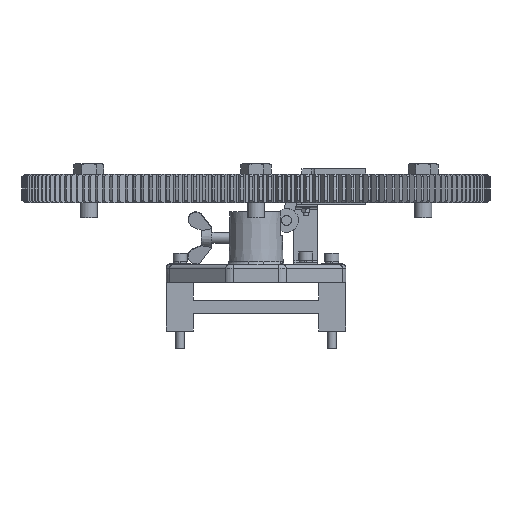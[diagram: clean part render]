
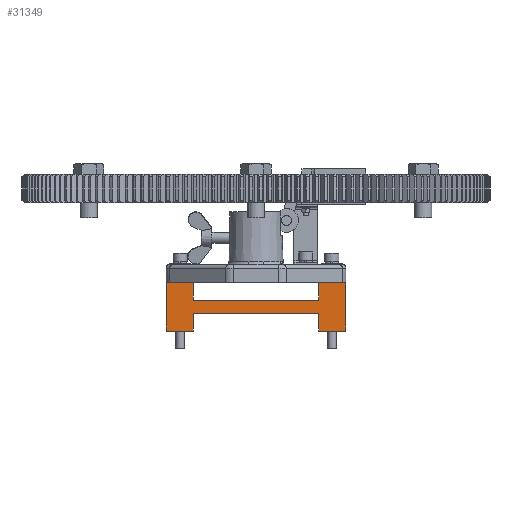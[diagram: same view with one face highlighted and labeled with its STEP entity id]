
A CAD part, front view. The second image highlights one B-rep face of the part: STEP entity #31349.
In plain terms, the highlighted planar face has unit normal (0, -1, 0).
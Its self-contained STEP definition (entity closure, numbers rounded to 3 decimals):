
#71 = CARTESIAN_POINT ( 'NONE',  ( 81.948, 260., -73.5 ) ) ;
#153 = DIRECTION ( 'NONE',  ( 0., 0., -1. ) ) ;
#172 = LINE ( 'NONE', #22362, #4239 ) ;
#405 = CARTESIAN_POINT ( 'NONE',  ( 83., 260., -118.5 ) ) ;
#843 = CARTESIAN_POINT ( 'NONE',  ( 58., 260., -102. ) ) ;
#1005 = VERTEX_POINT ( 'NONE', #29424 ) ;
#1041 = DIRECTION ( 'NONE',  ( 1., 0., 0. ) ) ;
#1393 = EDGE_CURVE ( 'NONE', #31098, #1005, #36358, .T. ) ;
#2246 = FACE_OUTER_BOUND ( 'NONE', #28519, .T. ) ;
#2741 = CARTESIAN_POINT ( 'NONE',  ( -83., 260., -73.5 ) ) ;
#2946 = CARTESIAN_POINT ( 'NONE',  ( 58., 260., -102. ) ) ;
#4239 = VECTOR ( 'NONE', #22867, 1000. ) ;
#4509 = LINE ( 'NONE', #39352, #5869 ) ;
#4784 = DIRECTION ( 'NONE',  ( 1., 0., 0. ) ) ;
#5363 = DIRECTION ( 'NONE',  ( 0., 0., -1. ) ) ;
#5869 = VECTOR ( 'NONE', #19696, 1000. ) ;
#6089 = LINE ( 'NONE', #13553, #41458 ) ;
#6228 = EDGE_CURVE ( 'NONE', #9393, #8398, #32415, .T. ) ;
#6823 = LINE ( 'NONE', #14056, #11491 ) ;
#6891 = CARTESIAN_POINT ( 'NONE',  ( 83., 260., -71. ) ) ;
#7513 = LINE ( 'NONE', #7760, #8607 ) ;
#7624 = ORIENTED_EDGE ( 'NONE', *, *, #20036, .T. ) ;
#7760 = CARTESIAN_POINT ( 'NONE',  ( 58., 260., -71. ) ) ;
#7892 = VERTEX_POINT ( 'NONE', #28627 ) ;
#8398 = VERTEX_POINT ( 'NONE', #28814 ) ;
#8603 = ORIENTED_EDGE ( 'NONE', *, *, #24217, .T. ) ;
#8607 = VECTOR ( 'NONE', #18740, 1000. ) ;
#9266 = EDGE_CURVE ( 'NONE', #30850, #31707, #22662, .T. ) ;
#9393 = VERTEX_POINT ( 'NONE', #47048 ) ;
#9407 = VECTOR ( 'NONE', #5363, 1000. ) ;
#9587 = LINE ( 'NONE', #21291, #9407 ) ;
#9688 = DIRECTION ( 'NONE',  ( 0., 0., -1. ) ) ;
#9700 = CARTESIAN_POINT ( 'NONE',  ( -58., 260., -71. ) ) ;
#10344 = VECTOR ( 'NONE', #33568, 1000. ) ;
#11491 = VECTOR ( 'NONE', #21793, 1000. ) ;
#11775 = ORIENTED_EDGE ( 'NONE', *, *, #26537, .F. ) ;
#12800 = CARTESIAN_POINT ( 'NONE',  ( 58., 260., -73.5 ) ) ;
#13118 = CARTESIAN_POINT ( 'NONE',  ( -83., 260., -118.5 ) ) ;
#13553 = CARTESIAN_POINT ( 'NONE',  ( 58., 260., -71. ) ) ;
#14056 = CARTESIAN_POINT ( 'NONE',  ( -83., 260., -118.5 ) ) ;
#14189 = CARTESIAN_POINT ( 'NONE',  ( 58., 260., -90. ) ) ;
#14429 = PLANE ( 'NONE',  #41843 ) ;
#14633 = ORIENTED_EDGE ( 'NONE', *, *, #15144, .T. ) ;
#15144 = EDGE_CURVE ( 'NONE', #26963, #1005, #43425, .T. ) ;
#16573 = ORIENTED_EDGE ( 'NONE', *, *, #36146, .T. ) ;
#16774 = DIRECTION ( 'NONE',  ( -1., 0., 0. ) ) ;
#17170 = VECTOR ( 'NONE', #1041, 1000. ) ;
#17945 = ORIENTED_EDGE ( 'NONE', *, *, #20282, .F. ) ;
#17952 = DIRECTION ( 'NONE',  ( 1., 0., 0. ) ) ;
#18337 = ORIENTED_EDGE ( 'NONE', *, *, #9266, .F. ) ;
#18451 = EDGE_CURVE ( 'NONE', #30697, #7892, #40809, .T. ) ;
#18740 = DIRECTION ( 'NONE',  ( 0., 0., -1. ) ) ;
#18969 = ORIENTED_EDGE ( 'NONE', *, *, #47196, .T. ) ;
#19299 = VECTOR ( 'NONE', #47333, 1000. ) ;
#19696 = DIRECTION ( 'NONE',  ( 1., 0., 0. ) ) ;
#20036 = EDGE_CURVE ( 'NONE', #30697, #46022, #6089, .T. ) ;
#20282 = EDGE_CURVE ( 'NONE', #7892, #48837, #43324, .T. ) ;
#21277 = DIRECTION ( 'NONE',  ( 0., 0., -1. ) ) ;
#21291 = CARTESIAN_POINT ( 'NONE',  ( -83., 260., -71. ) ) ;
#21558 = LINE ( 'NONE', #36757, #29717 ) ;
#21793 = DIRECTION ( 'NONE',  ( 1., 0., 0. ) ) ;
#21952 = ORIENTED_EDGE ( 'NONE', *, *, #28584, .F. ) ;
#22362 = CARTESIAN_POINT ( 'NONE',  ( -83., 260., -73.5 ) ) ;
#22662 = LINE ( 'NONE', #2741, #43247 ) ;
#22867 = DIRECTION ( 'NONE',  ( 1., 0., 0. ) ) ;
#23614 = VECTOR ( 'NONE', #16774, 1000. ) ;
#24217 = EDGE_CURVE ( 'NONE', #30850, #26963, #7513, .T. ) ;
#24945 = ORIENTED_EDGE ( 'NONE', *, *, #29439, .T. ) ;
#25255 = VERTEX_POINT ( 'NONE', #37013 ) ;
#26537 = EDGE_CURVE ( 'NONE', #31707, #25255, #172, .T. ) ;
#26909 = VECTOR ( 'NONE', #153, 1000. ) ;
#26963 = VERTEX_POINT ( 'NONE', #31185 ) ;
#27759 = ORIENTED_EDGE ( 'NONE', *, *, #6228, .F. ) ;
#28519 = EDGE_LOOP ( 'NONE', ( #14633, #38099, #21952, #27759, #16573, #24945, #17945, #41324, #7624, #18969, #35209, #11775, #18337, #8603 ) ) ;
#28584 = EDGE_CURVE ( 'NONE', #8398, #31098, #4509, .T. ) ;
#28627 = CARTESIAN_POINT ( 'NONE',  ( -58., 260., -102. ) ) ;
#28814 = CARTESIAN_POINT ( 'NONE',  ( -81.948, 260., -73.5 ) ) ;
#29360 = CARTESIAN_POINT ( 'NONE',  ( -58., 260., -71. ) ) ;
#29402 = DIRECTION ( 'NONE',  ( 0., 0., 1. ) ) ;
#29424 = CARTESIAN_POINT ( 'NONE',  ( -58., 260., -90. ) ) ;
#29439 = EDGE_CURVE ( 'NONE', #48072, #48837, #6823, .T. ) ;
#29638 = DIRECTION ( 'NONE',  ( 0., 1., 0. ) ) ;
#29717 = VECTOR ( 'NONE', #4784, 1000. ) ;
#29811 = LINE ( 'NONE', #6891, #26909 ) ;
#30387 = VERTEX_POINT ( 'NONE', #405 ) ;
#30697 = VERTEX_POINT ( 'NONE', #843 ) ;
#30850 = VERTEX_POINT ( 'NONE', #12800 ) ;
#31098 = VERTEX_POINT ( 'NONE', #34679 ) ;
#31185 = CARTESIAN_POINT ( 'NONE',  ( 58., 260., -90. ) ) ;
#31349 = ADVANCED_FACE ( 'NONE', ( #2246 ), #14429, .F. ) ;
#31707 = VERTEX_POINT ( 'NONE', #71 ) ;
#32415 = LINE ( 'NONE', #39150, #17170 ) ;
#33184 = CARTESIAN_POINT ( 'NONE',  ( 58., 260., -118.5 ) ) ;
#33568 = DIRECTION ( 'NONE',  ( -1., 0., 0. ) ) ;
#33687 = VECTOR ( 'NONE', #9688, 1000. ) ;
#33959 = EDGE_CURVE ( 'NONE', #25255, #30387, #29811, .T. ) ;
#34679 = CARTESIAN_POINT ( 'NONE',  ( -58., 260., -73.5 ) ) ;
#35209 = ORIENTED_EDGE ( 'NONE', *, *, #33959, .F. ) ;
#36146 = EDGE_CURVE ( 'NONE', #9393, #48072, #9587, .T. ) ;
#36358 = LINE ( 'NONE', #29360, #33687 ) ;
#36757 = CARTESIAN_POINT ( 'NONE',  ( -83., 260., -118.5 ) ) ;
#37013 = CARTESIAN_POINT ( 'NONE',  ( 83., 260., -73.5 ) ) ;
#37677 = CARTESIAN_POINT ( 'NONE',  ( -58., 260., -118.5 ) ) ;
#38099 = ORIENTED_EDGE ( 'NONE', *, *, #1393, .F. ) ;
#38959 = CARTESIAN_POINT ( 'NONE',  ( 58., 260., -90. ) ) ;
#39150 = CARTESIAN_POINT ( 'NONE',  ( -83., 260., -73.5 ) ) ;
#39352 = CARTESIAN_POINT ( 'NONE',  ( -83., 260., -73.5 ) ) ;
#40809 = LINE ( 'NONE', #2946, #10344 ) ;
#41324 = ORIENTED_EDGE ( 'NONE', *, *, #18451, .F. ) ;
#41458 = VECTOR ( 'NONE', #21277, 1000. ) ;
#41843 = AXIS2_PLACEMENT_3D ( 'NONE', #14189, #29638, #29402 ) ;
#43247 = VECTOR ( 'NONE', #17952, 1000. ) ;
#43324 = LINE ( 'NONE', #9700, #19299 ) ;
#43425 = LINE ( 'NONE', #38959, #23614 ) ;
#46022 = VERTEX_POINT ( 'NONE', #33184 ) ;
#47048 = CARTESIAN_POINT ( 'NONE',  ( -83., 260., -73.5 ) ) ;
#47196 = EDGE_CURVE ( 'NONE', #46022, #30387, #21558, .T. ) ;
#47333 = DIRECTION ( 'NONE',  ( 0., 0., -1. ) ) ;
#48072 = VERTEX_POINT ( 'NONE', #13118 ) ;
#48837 = VERTEX_POINT ( 'NONE', #37677 ) ;
